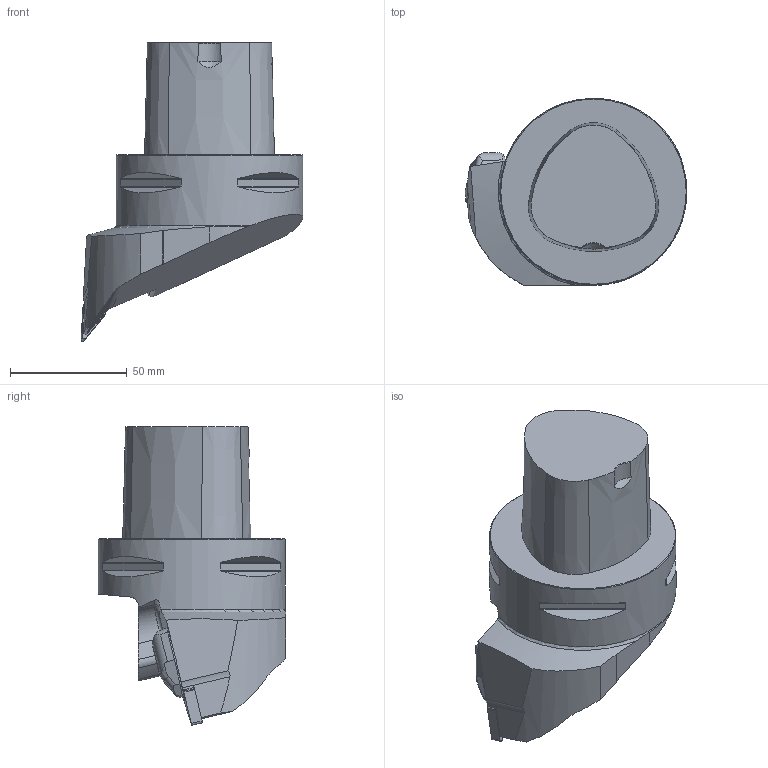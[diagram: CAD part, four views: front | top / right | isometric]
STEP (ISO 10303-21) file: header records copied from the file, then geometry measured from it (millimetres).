
FILE_DESCRIPTION(/* description */ (''),/* implementation_level */ '2;1');
FILE_NAME(/* name */ 'TOOLASSEMBLY_1.STP',/* time_stamp */ '2023-11-15T15:45:57+01:00',/* author */ (''),/* organization */ ('SMS'),/* preprocessor_version */ 'ST-DEVELOPER v16.7',/* originating_system */ 'SIEMENS PLM Software NX 12.0',/* authorisation */ '');
FILE_SCHEMA (('AUTOMOTIVE_DESIGN { 1 0 10303 214 3 1 1 1 }'));
Length unit declared in the file: millimetre
Products named in the file (4): ASSEMBLY_CONSTRUCTION; IsoTurningInsert; NOCUT_20231115154405; TOOLASSEMBLY_1
Assembly tree (3 placements, depth 2):
  TOOLASSEMBLY_1
    NOCUT_20231115154405
    IsoTurningInsert
    ASSEMBLY_CONSTRUCTION
Bounding box: 95 x 80.2 x 128 mm (x, y, z)
Volume: 332591.6 mm3; surface area: 33621.7 mm2
Topology: 2 solids, 2 shells, 110 faces, 292 edges, 195 vertices
Faces by surface type: plane 54, cylinder 37, cone 10, torus 7, bspline 2
Full cylindrical faces by diameter (mm): 3.81 x1, 80 x1
Entity records: 4002 total; most frequent: CARTESIAN_POINT 1134, ORIENTED_EDGE 574, DIRECTION 568, EDGE_CURVE 287, AXIS2_PLACEMENT_3D 211, VERTEX_POINT 189, LINE 146, VECTOR 146
